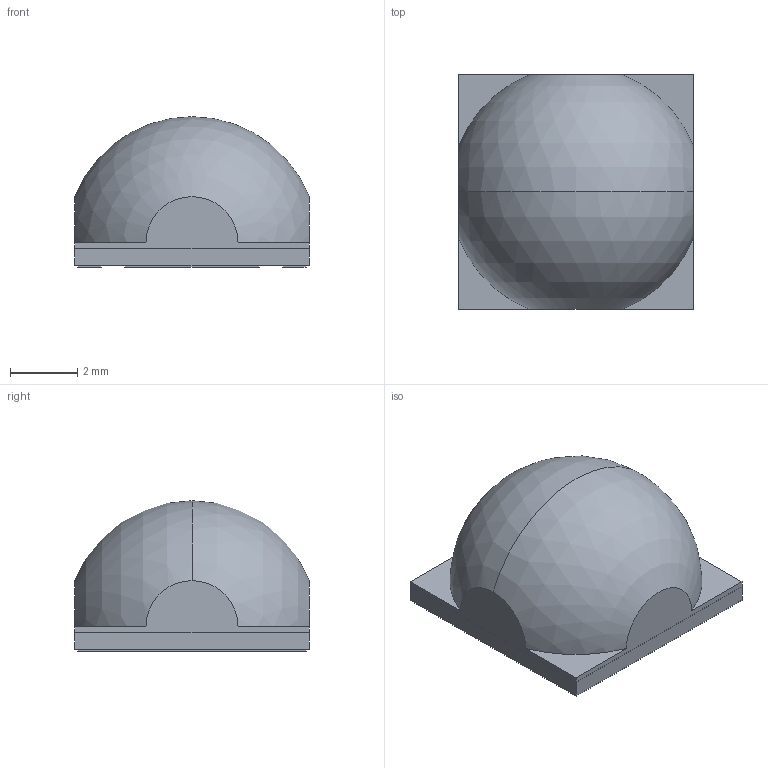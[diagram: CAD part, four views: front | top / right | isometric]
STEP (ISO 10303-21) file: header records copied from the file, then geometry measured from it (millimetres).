
FILE_DESCRIPTION (( 'STEP AP214' ), '1' );
FILE_NAME ('2610-700007 XFL 7x7mm Full Assembly.STEP', '2024-03-21T19:12:41', ( '' ), ( '' ), 'SwSTEP 2.0', 'SolidWorks 2022', '' );
FILE_SCHEMA (( 'AUTOMOTIVE_DESIGN' ));
Length unit declared in the file: millimetre
Products named in the file (3): 2610-700007 XFL 7x7mm Top; 2610-700007 XFL 7x7mm Full Assembly; 2610-700007 XFL 7x7mm Bottom
Assembly tree (2 placements, depth 2):
  2610-700007 XFL 7x7mm Full Assembly
    2610-700007 XFL 7x7mm Bottom
    2610-700007 XFL 7x7mm Top
Bounding box: 7 x 7 x 4.49 mm (x, y, z)
Volume: 144.8 mm3; surface area: 263.9 mm2
Topology: 2 solids, 2 shells, 54 faces, 130 edges, 87 vertices
Faces by surface type: plane 52, sphere 2
Entity records: 2137 total; most frequent: CARTESIAN_POINT 276, ORIENTED_EDGE 260, DIRECTION 260, EDGE_CURVE 130, LINE 118, VECTOR 118, VERTEX_POINT 87, AXIS2_PLACEMENT_3D 71
